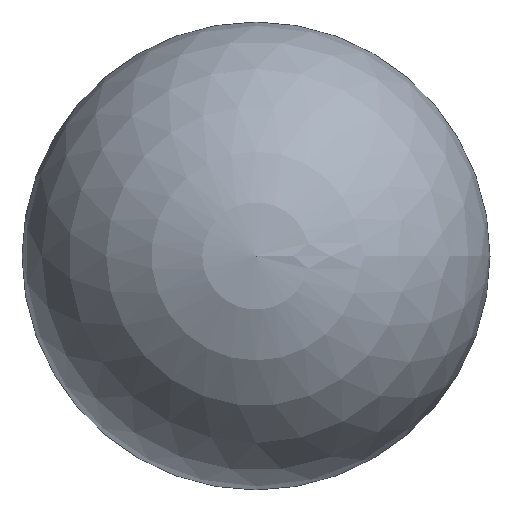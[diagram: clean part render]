
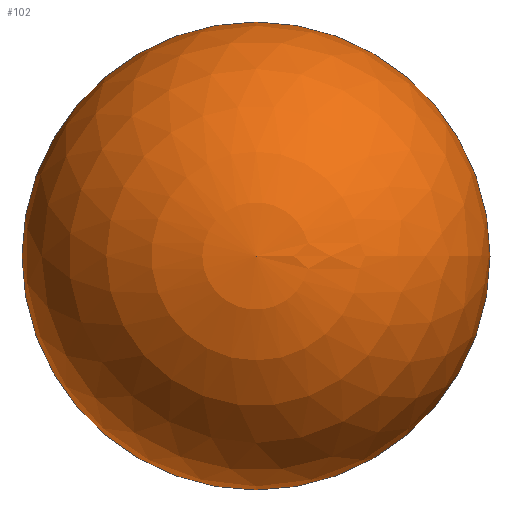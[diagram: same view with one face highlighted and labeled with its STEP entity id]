
A CAD part, left-side view. The second image highlights one B-rep face of the part: STEP entity #102.
In plain terms, the highlighted spherical face has radius 12.5 mm.
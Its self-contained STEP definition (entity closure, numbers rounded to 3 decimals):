
#98=SPHERICAL_SURFACE('',#308,12.5);
#102=ADVANCED_FACE('',(#133),#98,.T.);
#133=FACE_OUTER_BOUND('',#139,.T.);
#139=EDGE_LOOP('',(#205,#206,#207));
#178=CIRCLE('',#304,12.486);
#180=CIRCLE('',#307,12.5);
#205=ORIENTED_EDGE('',*,*,#277,.F.);
#206=ORIENTED_EDGE('',*,*,#277,.T.);
#207=ORIENTED_EDGE('',*,*,#275,.T.);
#251=VERTEX_POINT('',#448);
#253=VERTEX_POINT('',#454);
#275=EDGE_CURVE('',#251,#251,#178,.T.);
#277=EDGE_CURVE('',#253,#251,#180,.T.);
#304=AXIS2_PLACEMENT_3D('',#450,#353,#354);
#307=AXIS2_PLACEMENT_3D('',#453,#359,#360);
#308=AXIS2_PLACEMENT_3D('',#455,#361,#362);
#353=DIRECTION('',(-1.,0.,0.));
#354=DIRECTION('',(0.,-1.,0.));
#359=DIRECTION('',(0.,0.,1.));
#360=DIRECTION('',(1.,0.,0.));
#361=DIRECTION('',(-1.,0.,0.));
#362=DIRECTION('',(0.,-1.,0.));
#448=CARTESIAN_POINT('',(13.099,-12.486,0.));
#450=CARTESIAN_POINT('',(13.099,0.,0.));
#453=CARTESIAN_POINT('',(12.5,0.,0.));
#454=CARTESIAN_POINT('',(0.,0.,0.));
#455=CARTESIAN_POINT('',(12.5,0.,0.));
